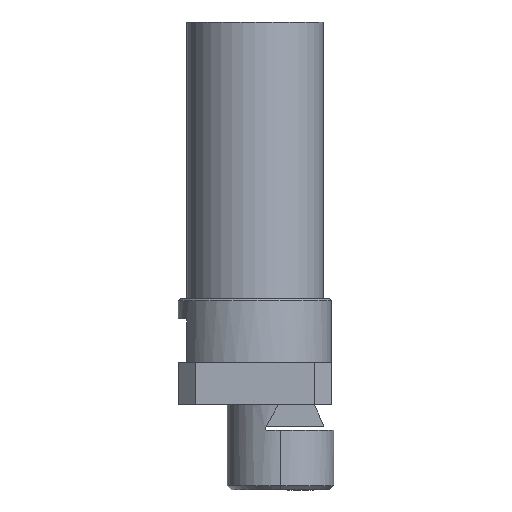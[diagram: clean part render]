
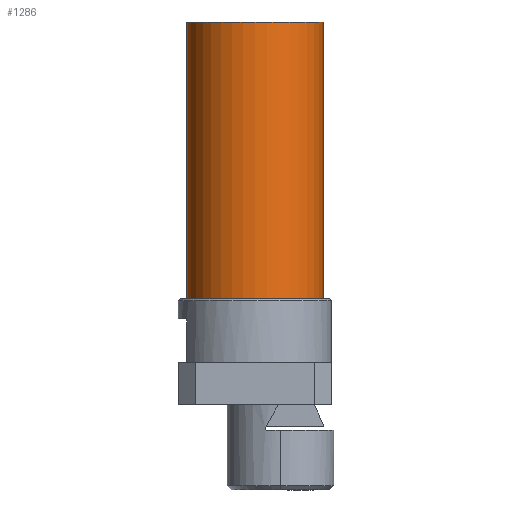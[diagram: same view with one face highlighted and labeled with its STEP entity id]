
A CAD part, front view. The second image highlights one B-rep face of the part: STEP entity #1286.
In plain terms, the highlighted cylindrical face has radius 16 mm (diameter 32 mm), a partial arc.
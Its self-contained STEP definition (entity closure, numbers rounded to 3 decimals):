
#1250=AXIS2_PLACEMENT_3D('Cylinder Axis2P3D',#1247,#1248,#1249) ;
#1263=AXIS2_PLACEMENT_3D('Circle Axis2P3D',#1261,#1262,$) ;
#1277=AXIS2_PLACEMENT_3D('Circle Axis2P3D',#1275,#1276,$) ;
#1247=CARTESIAN_POINT('Axis2P3D Location',(0.,0.,45.)) ;
#1252=CARTESIAN_POINT('Line Origine',(16.,0.,45.)) ;
#1256=CARTESIAN_POINT('Vertex',(16.,0.,25.)) ;
#1258=CARTESIAN_POINT('Vertex',(16.,0.,90.)) ;
#1261=CARTESIAN_POINT('Axis2P3D Location',(0.,0.,90.)) ;
#1265=CARTESIAN_POINT('Vertex',(-16.,0.,90.)) ;
#1268=CARTESIAN_POINT('Line Origine',(-16.,0.,45.)) ;
#1272=CARTESIAN_POINT('Vertex',(-16.,0.,25.)) ;
#1275=CARTESIAN_POINT('Axis2P3D Location',(0.,0.,25.)) ;
#1248=DIRECTION('Axis2P3D Direction',(0.,0.,1.)) ;
#1249=DIRECTION('Axis2P3D XDirection',(-1.,0.,0.)) ;
#1253=DIRECTION('Vector Direction',(0.,0.,1.)) ;
#1262=DIRECTION('Axis2P3D Direction',(0.,0.,1.)) ;
#1269=DIRECTION('Vector Direction',(0.,0.,1.)) ;
#1276=DIRECTION('Axis2P3D Direction',(0.,0.,1.)) ;
#1254=VECTOR('Line Direction',#1253,1.) ;
#1270=VECTOR('Line Direction',#1269,1.) ;
#1281=ORIENTED_EDGE('',*,*,#1260,.T.) ;
#1282=ORIENTED_EDGE('',*,*,#1267,.F.) ;
#1283=ORIENTED_EDGE('',*,*,#1274,.F.) ;
#1284=ORIENTED_EDGE('',*,*,#1279,.T.) ;
#1286=ADVANCED_FACE('01_SCR01_\X2\4E38578B30AD30E330D330B930E930A430C930593063307D3093672C4F53\X0\',(#1285),#1251,.T.) ;
#1264=CIRCLE('generated circle',#1263,16.) ;
#1278=CIRCLE('generated circle',#1277,16.) ;
#1251=CYLINDRICAL_SURFACE('generated cylinder',#1250,16.) ;
#1260=EDGE_CURVE('',#1257,#1259,#1255,.T.) ;
#1267=EDGE_CURVE('',#1266,#1259,#1264,.T.) ;
#1274=EDGE_CURVE('',#1273,#1266,#1271,.T.) ;
#1279=EDGE_CURVE('',#1273,#1257,#1278,.T.) ;
#1280=EDGE_LOOP('',(#1281,#1282,#1283,#1284)) ;
#1285=FACE_OUTER_BOUND('',#1280,.T.) ;
#1255=LINE('Line',#1252,#1254) ;
#1271=LINE('Line',#1268,#1270) ;
#1257=VERTEX_POINT('',#1256) ;
#1259=VERTEX_POINT('',#1258) ;
#1266=VERTEX_POINT('',#1265) ;
#1273=VERTEX_POINT('',#1272) ;
